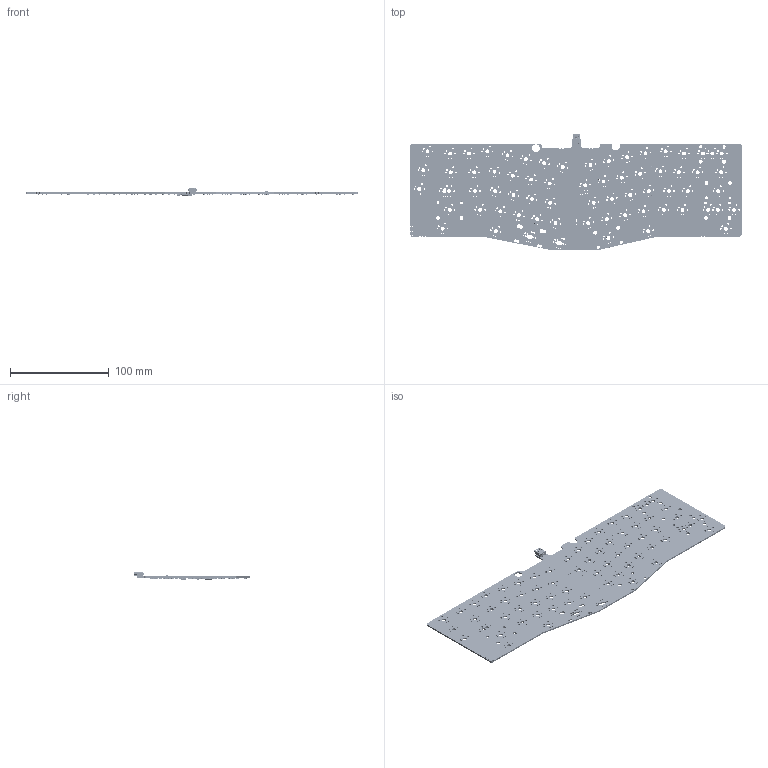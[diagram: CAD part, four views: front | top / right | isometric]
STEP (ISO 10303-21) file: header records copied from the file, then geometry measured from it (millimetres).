
FILE_DESCRIPTION(/* description */ (''),/* implementation_level */ '2;1');
FILE_NAME(/* name */ 'Adelais.step',/* time_stamp */ '2020-06-02T23:36:10+07:00',/* author */ (''),/* organization */ (''),/* preprocessor_version */ 'ST-DEVELOPER v18.1',/* originating_system */ 'Autodesk Translation Framework v9.3.0.1241',/* authorisation */ '');
FILE_SCHEMA (('AUTOMOTIVE_DESIGN { 1 0 10303 214 3 1 1 }'));
Products named in the file (21): Adelais; SOIC-8_3.9x4.9mm_P1; SOLID (4); SW_SPST_B3U-1000P; SOLID (10); SOT-89-3; SOLID (3); LQFP-48_7x7mm_P0; SOLID (11); SOT-23; SOLID (7); R_0805_2012Metric; SOLID (2); SOT-143; SOLID (9); D_SOD-323; SOLID (8); C_0805_2012Metric; SOLID (1); COMPOUND (1); Mini_USB_Through Hole v1
Assembly tree (233 placements, depth 3):
  Adelais
    SOIC-8_3.9x4.9mm_P1
      SOLID (4)
    SW_SPST_B3U-1000P
      SOLID (10)
    C_0805_2012Metric  x8
      SOLID (1)
    R_0805_2012Metric  x74
      SOLID (2)
    SOT-89-3
      SOLID (3)
    LQFP-48_7x7mm_P0
      SOLID (11)
    SOT-23
      SOLID (7)
    D_SOD-323  x134
      SOLID (8)
    SOT-143
      SOLID (9)
    COMPOUND (1)
    Mini_USB_Through Hole v1
Bounding box: 336.74 x 116.95 x 7.62 mm (x, y, z)
Volume: 50355.8 mm3; surface area: 71771.3 mm2
Topology: 224 solids, 224 shells, 13565 faces, 33236 edges, 20254 vertices
Faces by surface type: plane 10646, cylinder 2873, torus 21, sphere 17, cone 8
Full cylindrical faces by diameter (mm): 0.5 x1, 0.6 x1, 0.7 x12, 0.9 x4, 1.1 x144, 1.5 x1, 1.702 x130, 1.8 x140, 3.048 x9, 3.988 x76, 8 x1
Entity records: 86995 total; most frequent: DIRECTION 14923, CARTESIAN_POINT 14492, ORIENTED_EDGE 14006, EDGE_CURVE 7003, AXIS2_PLACEMENT_3D 5113, LINE 4697, VECTOR 4697, VERTEX_POINT 4470
